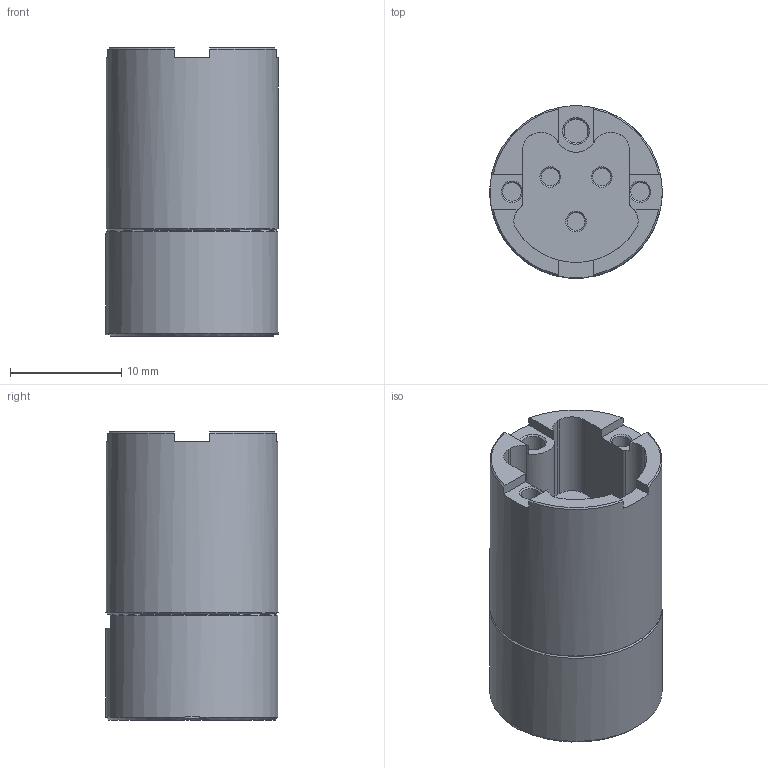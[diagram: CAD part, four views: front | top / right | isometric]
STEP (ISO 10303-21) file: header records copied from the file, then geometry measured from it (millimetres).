
FILE_DESCRIPTION(/* description */ ('Alibre Inc.'),/* implementation_level */ '2;1');
FILE_NAME(/* name */ 'export0',/* time_stamp */ '2014-11-06T09:33:30-08:00',/* author */ (''),/* organization */ (''),/* preprocessor_version */ 'ST-DEVELOPER v14',/* originating_system */ 'Alibre',/* authorisation */ '');
FILE_SCHEMA (('CONFIG_CONTROL_DESIGN'));
Length unit declared in the file: centimetre
Products named in the file (1): ID_1
Bounding box: 15.59 x 15.48 x 25.91 mm (x, y, z)
Volume: 3880.4 mm3; surface area: 2210.4 mm2
Topology: 1 solids, 1 shells, 124 faces, 321 edges, 203 vertices
Faces by surface type: plane 44, cylinder 30, bspline 24, cone 22, torus 4
Full cylindrical faces by diameter (mm): 1.6 x3, 1.694 x2, 2.156 x1, 2.946 x3, 15.494 x2
Entity records: 6527 total; most frequent: CARTESIAN_POINT 3886, ORIENTED_EDGE 566, DIRECTION 442, EDGE_CURVE 283, AXIS2_PLACEMENT_3D 197, VERTEX_POINT 187, EDGE_LOOP 152, FACE_BOUND 152
